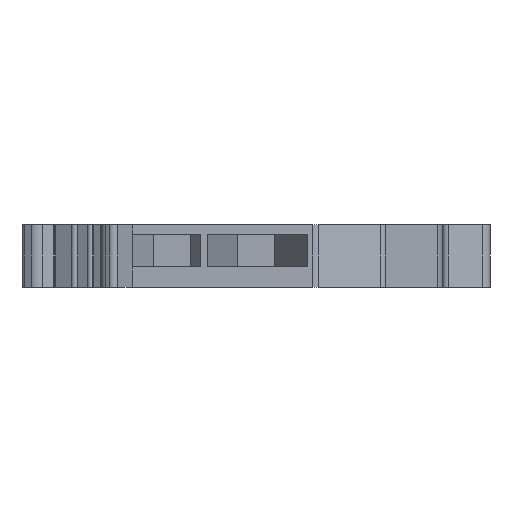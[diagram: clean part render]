
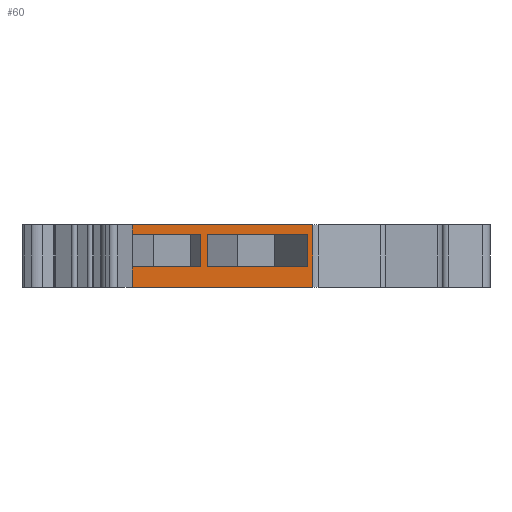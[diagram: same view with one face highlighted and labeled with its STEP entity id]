
A CAD part, left-side view. The second image highlights one B-rep face of the part: STEP entity #60.
In plain terms, the highlighted planar face has unit normal (-1, 0, 0).
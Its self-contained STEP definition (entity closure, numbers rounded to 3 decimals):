
#60=ADVANCED_FACE('',(#315,#317),#319,.T.);
#315=FACE_BOUND('',#316,.T.);
#316=EDGE_LOOP('',(#1581,#1582,#1583,#1584,#1585,#1586,#1587,#1588));
#317=FACE_BOUND('',#318,.T.);
#318=EDGE_LOOP('',(#1589,#1590,#1591,#1592));
#319=PLANE('',#320);
#320=AXIS2_PLACEMENT_3D('',#321,#322,#323);
#321=CARTESIAN_POINT('',(-201.37,111.788,0.));
#322=DIRECTION('',(-1.,0.,0.));
#323=DIRECTION('',(0.,1.,0.));
#1581=ORIENTED_EDGE('',*,*,#2605,.T.);
#1582=ORIENTED_EDGE('',*,*,#2606,.T.);
#1583=ORIENTED_EDGE('',*,*,#2607,.F.);
#1584=ORIENTED_EDGE('',*,*,#2608,.F.);
#1585=ORIENTED_EDGE('',*,*,#2609,.T.);
#1586=ORIENTED_EDGE('',*,*,#2610,.T.);
#1587=ORIENTED_EDGE('',*,*,#2611,.T.);
#1588=ORIENTED_EDGE('',*,*,#2612,.T.);
#1589=ORIENTED_EDGE('',*,*,#2613,.F.);
#1590=ORIENTED_EDGE('',*,*,#2614,.T.);
#1591=ORIENTED_EDGE('',*,*,#2615,.F.);
#1592=ORIENTED_EDGE('',*,*,#2616,.T.);
#2605=EDGE_CURVE('',#3151,#3152,#3153,.T.);
#2606=EDGE_CURVE('',#3152,#3154,#3155,.T.);
#2607=EDGE_CURVE('',#3156,#3154,#3157,.T.);
#2608=EDGE_CURVE('',#3158,#3156,#3159,.T.);
#2609=EDGE_CURVE('',#3158,#3160,#3161,.T.);
#2610=EDGE_CURVE('',#3160,#3162,#3163,.T.);
#2611=EDGE_CURVE('',#3162,#3164,#3165,.T.);
#2612=EDGE_CURVE('',#3164,#3151,#3166,.T.);
#2613=EDGE_CURVE('',#3167,#3168,#3169,.T.);
#2614=EDGE_CURVE('',#3167,#3170,#3171,.T.);
#2615=EDGE_CURVE('',#3172,#3170,#3173,.T.);
#2616=EDGE_CURVE('',#3172,#3168,#3174,.T.);
#3151=VERTEX_POINT('',#4095);
#3152=VERTEX_POINT('',#4096);
#3153=LINE('',#4097,#4098);
#3154=VERTEX_POINT('',#4100);
#3155=LINE('',#4101,#4102);
#3156=VERTEX_POINT('',#4104);
#3157=LINE('',#4105,#4106);
#3158=VERTEX_POINT('',#4108);
#3159=LINE('',#4109,#4110);
#3160=VERTEX_POINT('',#4112);
#3161=LINE('',#4113,#4114);
#3162=VERTEX_POINT('',#4116);
#3163=LINE('',#4117,#4118);
#3164=VERTEX_POINT('',#4120);
#3165=LINE('',#4121,#4122);
#3166=LINE('',#4124,#4125);
#3167=VERTEX_POINT('',#4127);
#3168=VERTEX_POINT('',#4128);
#3169=LINE('',#4129,#4130);
#3170=VERTEX_POINT('',#4132);
#3171=LINE('',#4133,#4134);
#3172=VERTEX_POINT('',#4136);
#3173=LINE('',#4137,#4138);
#3174=LINE('',#4140,#4141);
#4095=CARTESIAN_POINT('',(-201.37,111.256,0.));
#4096=CARTESIAN_POINT('',(-201.37,128.963,0.));
#4097=CARTESIAN_POINT('',(-201.37,111.256,0.));
#4098=VECTOR('',#4099,1.);
#4099=DIRECTION('',(0.,1.,0.));
#4100=CARTESIAN_POINT('',(-201.37,128.963,-0.95));
#4101=CARTESIAN_POINT('',(-201.37,128.963,0.));
#4102=VECTOR('',#4103,1.);
#4103=DIRECTION('',(0.,0.,-1.));
#4104=CARTESIAN_POINT('',(-201.37,122.288,-0.95));
#4105=CARTESIAN_POINT('',(-201.37,122.288,-0.95));
#4106=VECTOR('',#4107,1.);
#4107=DIRECTION('',(0.,1.,0.));
#4108=CARTESIAN_POINT('',(-201.37,122.288,-4.15));
#4109=CARTESIAN_POINT('',(-201.37,122.288,-4.15));
#4110=VECTOR('',#4111,1.);
#4111=DIRECTION('',(0.,0.,1.));
#4112=CARTESIAN_POINT('',(-201.37,128.963,-4.15));
#4113=CARTESIAN_POINT('',(-201.37,122.288,-4.15));
#4114=VECTOR('',#4115,1.);
#4115=DIRECTION('',(0.,1.,0.));
#4116=CARTESIAN_POINT('',(-201.37,128.963,-6.15));
#4117=CARTESIAN_POINT('',(-201.37,128.963,-4.15));
#4118=VECTOR('',#4119,1.);
#4119=DIRECTION('',(0.,0.,-1.));
#4120=CARTESIAN_POINT('',(-201.37,111.256,-6.15));
#4121=CARTESIAN_POINT('',(-201.37,128.963,-6.15));
#4122=VECTOR('',#4123,1.);
#4123=DIRECTION('',(0.,-1.,0.));
#4124=CARTESIAN_POINT('',(-201.37,111.256,-6.15));
#4125=VECTOR('',#4126,1.);
#4126=DIRECTION('',(0.,0.,1.));
#4127=CARTESIAN_POINT('',(-201.37,111.788,-4.15));
#4128=CARTESIAN_POINT('',(-201.37,111.788,-0.95));
#4129=CARTESIAN_POINT('',(-201.37,111.788,-4.15));
#4130=VECTOR('',#4131,1.);
#4131=DIRECTION('',(0.,0.,1.));
#4132=CARTESIAN_POINT('',(-201.37,121.588,-4.15));
#4133=CARTESIAN_POINT('',(-201.37,111.788,-4.15));
#4134=VECTOR('',#4135,1.);
#4135=DIRECTION('',(0.,1.,0.));
#4136=CARTESIAN_POINT('',(-201.37,121.588,-0.95));
#4137=CARTESIAN_POINT('',(-201.37,121.588,-0.95));
#4138=VECTOR('',#4139,1.);
#4139=DIRECTION('',(0.,0.,-1.));
#4140=CARTESIAN_POINT('',(-201.37,121.588,-0.95));
#4141=VECTOR('',#4142,1.);
#4142=DIRECTION('',(0.,-1.,0.));
